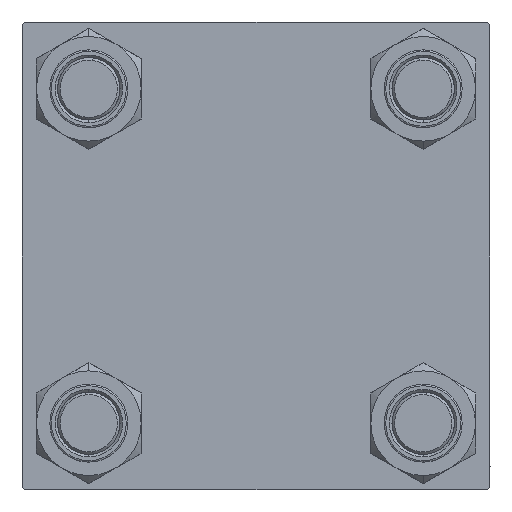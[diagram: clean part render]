
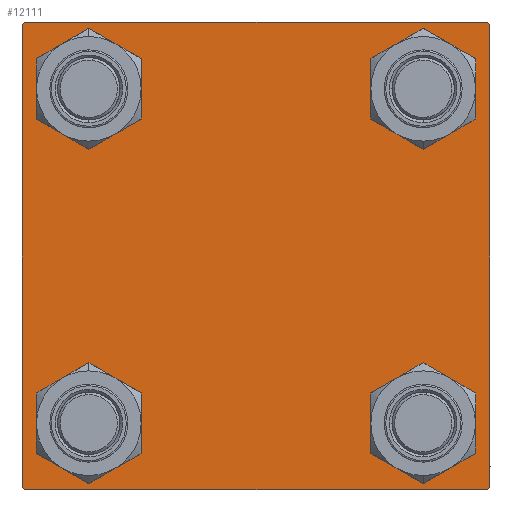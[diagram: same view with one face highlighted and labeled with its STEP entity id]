
A CAD part, left-side view. The second image highlights one B-rep face of the part: STEP entity #12111.
In plain terms, the highlighted planar face has unit normal (-1, 0, 0).
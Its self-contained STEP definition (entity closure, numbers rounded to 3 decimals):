
#485 = CIRCLE ( 'NONE', #2182, 6.5 ) ;
#939 = FACE_BOUND ( 'NONE', #28945, .T. ) ;
#944 = DIRECTION ( 'NONE',  ( 0., 0., 1. ) ) ;
#1457 = DIRECTION ( 'NONE',  ( 1., 0., 0. ) ) ;
#2182 = AXIS2_PLACEMENT_3D ( 'NONE', #4612, #40627, #16986 ) ;
#2422 = DIRECTION ( 'NONE',  ( 0., -0.707, 0.707 ) ) ;
#2638 = CARTESIAN_POINT ( 'NONE',  ( 0., -45., 44.5 ) ) ;
#2810 = VERTEX_POINT ( 'NONE', #15126 ) ;
#2868 = DIRECTION ( 'NONE',  ( 0., 0., 1. ) ) ;
#3147 = VECTOR ( 'NONE', #27270, 1000. ) ;
#3612 = ORIENTED_EDGE ( 'NONE', *, *, #47294, .T. ) ;
#4225 = EDGE_CURVE ( 'NONE', #2810, #7712, #23459, .T. ) ;
#4332 = DIRECTION ( 'NONE',  ( -1., 0., 0. ) ) ;
#4612 = CARTESIAN_POINT ( 'NONE',  ( 0., 32.15, -32.15 ) ) ;
#4922 = ORIENTED_EDGE ( 'NONE', *, *, #8377, .T. ) ;
#5121 = FACE_BOUND ( 'NONE', #45780, .T. ) ;
#6246 = DIRECTION ( 'NONE',  ( 0., 0., 1. ) ) ;
#6410 = ORIENTED_EDGE ( 'NONE', *, *, #33926, .T. ) ;
#6698 = EDGE_CURVE ( 'NONE', #7712, #27084, #29645, .T. ) ;
#6823 = EDGE_CURVE ( 'NONE', #32067, #31279, #16008, .T. ) ;
#7712 = VERTEX_POINT ( 'NONE', #31456 ) ;
#8156 = CARTESIAN_POINT ( 'NONE',  ( 0., 44.5, -45. ) ) ;
#8377 = EDGE_CURVE ( 'NONE', #20796, #9181, #12915, .T. ) ;
#8587 = EDGE_LOOP ( 'NONE', ( #29004, #3612 ) ) ;
#8629 = CARTESIAN_POINT ( 'NONE',  ( 0., 45., 45. ) ) ;
#8976 = CARTESIAN_POINT ( 'NONE',  ( 0., 45., -45. ) ) ;
#9181 = VERTEX_POINT ( 'NONE', #22139 ) ;
#9686 = CARTESIAN_POINT ( 'NONE',  ( 0., -32.15, -25.65 ) ) ;
#9801 = EDGE_CURVE ( 'NONE', #40548, #23096, #35403, .T. ) ;
#10179 = VECTOR ( 'NONE', #25008, 1000. ) ;
#10261 = ORIENTED_EDGE ( 'NONE', *, *, #27929, .T. ) ;
#10661 = DIRECTION ( 'NONE',  ( 1., 0., 0. ) ) ;
#10990 = DIRECTION ( 'NONE',  ( 0., 0., 1. ) ) ;
#10992 = AXIS2_PLACEMENT_3D ( 'NONE', #18081, #18862, #29899 ) ;
#11481 = CIRCLE ( 'NONE', #44204, 6.5 ) ;
#11553 = CIRCLE ( 'NONE', #18278, 6.5 ) ;
#11624 = DIRECTION ( 'NONE',  ( 0., 0.707, -0.707 ) ) ;
#12111 = ADVANCED_FACE ( 'NONE', ( #939, #40346, #5121, #16963, #32982 ), #13010, .T. ) ;
#12626 = VECTOR ( 'NONE', #36743, 1000. ) ;
#12657 = EDGE_CURVE ( 'NONE', #9181, #44343, #14510, .T. ) ;
#12915 = LINE ( 'NONE', #8976, #10179 ) ;
#13010 = PLANE ( 'NONE',  #27734 ) ;
#13016 = CARTESIAN_POINT ( 'NONE',  ( 0., -32.15, 32.15 ) ) ;
#13907 = CARTESIAN_POINT ( 'NONE',  ( 0., 45., 45. ) ) ;
#14127 = CARTESIAN_POINT ( 'NONE',  ( 0., -32.15, 32.15 ) ) ;
#14132 = CARTESIAN_POINT ( 'NONE',  ( 0., -45., -44.5 ) ) ;
#14510 = LINE ( 'NONE', #51001, #41169 ) ;
#15126 = CARTESIAN_POINT ( 'NONE',  ( 0., 44.5, 45. ) ) ;
#15580 = CARTESIAN_POINT ( 'NONE',  ( 0., -32.15, 25.65 ) ) ;
#16008 = CIRCLE ( 'NONE', #10992, 6.5 ) ;
#16212 = CIRCLE ( 'NONE', #33732, 6.5 ) ;
#16963 = FACE_BOUND ( 'NONE', #8587, .T. ) ;
#16986 = DIRECTION ( 'NONE',  ( 0., 0., 1. ) ) ;
#17737 = CARTESIAN_POINT ( 'NONE',  ( 0., 32.15, 32.15 ) ) ;
#17861 = LINE ( 'NONE', #13907, #30096 ) ;
#18051 = VERTEX_POINT ( 'NONE', #26636 ) ;
#18081 = CARTESIAN_POINT ( 'NONE',  ( 0., -32.15, -32.15 ) ) ;
#18278 = AXIS2_PLACEMENT_3D ( 'NONE', #19396, #26760, #10990 ) ;
#18414 = EDGE_CURVE ( 'NONE', #27314, #18051, #16212, .T. ) ;
#18638 = DIRECTION ( 'NONE',  ( 0., -1., 0. ) ) ;
#18862 = DIRECTION ( 'NONE',  ( 1., 0., 0. ) ) ;
#19396 = CARTESIAN_POINT ( 'NONE',  ( 0., -32.15, -32.15 ) ) ;
#19948 = CIRCLE ( 'NONE', #24113, 6.5 ) ;
#20410 = DIRECTION ( 'NONE',  ( 0., 0.707, 0.707 ) ) ;
#20532 = DIRECTION ( 'NONE',  ( 0., -0.707, -0.707 ) ) ;
#20796 = VERTEX_POINT ( 'NONE', #8156 ) ;
#21161 = CARTESIAN_POINT ( 'NONE',  ( 0., 0., 0. ) ) ;
#21806 = VECTOR ( 'NONE', #11624, 1000. ) ;
#22139 = CARTESIAN_POINT ( 'NONE',  ( 0., -44.5, -45. ) ) ;
#22608 = EDGE_CURVE ( 'NONE', #31085, #26629, #48773, .T. ) ;
#23096 = VERTEX_POINT ( 'NONE', #15580 ) ;
#23170 = ORIENTED_EDGE ( 'NONE', *, *, #22608, .T. ) ;
#23459 = LINE ( 'NONE', #31584, #21806 ) ;
#23792 = VECTOR ( 'NONE', #20410, 1000. ) ;
#24113 = AXIS2_PLACEMENT_3D ( 'NONE', #50679, #27044, #2868 ) ;
#24360 = CARTESIAN_POINT ( 'NONE',  ( 0., -44.75, 44.75 ) ) ;
#24418 = CARTESIAN_POINT ( 'NONE',  ( 0., -32.15, -38.65 ) ) ;
#25008 = DIRECTION ( 'NONE',  ( 0., -1., 0. ) ) ;
#25009 = ORIENTED_EDGE ( 'NONE', *, *, #9801, .T. ) ;
#25617 = ORIENTED_EDGE ( 'NONE', *, *, #35674, .T. ) ;
#26629 = VERTEX_POINT ( 'NONE', #40428 ) ;
#26636 = CARTESIAN_POINT ( 'NONE',  ( 0., 32.15, 25.65 ) ) ;
#26760 = DIRECTION ( 'NONE',  ( 1., 0., 0. ) ) ;
#27044 = DIRECTION ( 'NONE',  ( 1., 0., 0. ) ) ;
#27084 = VERTEX_POINT ( 'NONE', #37456 ) ;
#27270 = DIRECTION ( 'NONE',  ( 0., 0., -1. ) ) ;
#27314 = VERTEX_POINT ( 'NONE', #30033 ) ;
#27734 = AXIS2_PLACEMENT_3D ( 'NONE', #21161, #4332, #36134 ) ;
#27929 = EDGE_CURVE ( 'NONE', #49550, #43371, #485, .T. ) ;
#28945 = EDGE_LOOP ( 'NONE', ( #25009, #38645 ) ) ;
#29004 = ORIENTED_EDGE ( 'NONE', *, *, #18414, .T. ) ;
#29645 = LINE ( 'NONE', #8629, #12626 ) ;
#29899 = DIRECTION ( 'NONE',  ( 0., 0., 1. ) ) ;
#30033 = CARTESIAN_POINT ( 'NONE',  ( 0., 32.15, 38.65 ) ) ;
#30096 = VECTOR ( 'NONE', #18638, 1000. ) ;
#30381 = CARTESIAN_POINT ( 'NONE',  ( 0., 32.15, -32.15 ) ) ;
#31077 = ORIENTED_EDGE ( 'NONE', *, *, #6698, .T. ) ;
#31085 = VERTEX_POINT ( 'NONE', #2638 ) ;
#31173 = EDGE_LOOP ( 'NONE', ( #31077, #38028, #4922, #46488, #36970, #23170, #32047, #43904 ) ) ;
#31279 = VERTEX_POINT ( 'NONE', #9686 ) ;
#31456 = CARTESIAN_POINT ( 'NONE',  ( 0., 45., 44.5 ) ) ;
#31584 = CARTESIAN_POINT ( 'NONE',  ( 0., 44.75, 44.75 ) ) ;
#31749 = EDGE_CURVE ( 'NONE', #27084, #20796, #44443, .T. ) ;
#32047 = ORIENTED_EDGE ( 'NONE', *, *, #48935, .F. ) ;
#32067 = VERTEX_POINT ( 'NONE', #24418 ) ;
#32390 = AXIS2_PLACEMENT_3D ( 'NONE', #14127, #38038, #6246 ) ;
#32982 = FACE_OUTER_BOUND ( 'NONE', #31173, .T. ) ;
#33732 = AXIS2_PLACEMENT_3D ( 'NONE', #17737, #33758, #49767 ) ;
#33758 = DIRECTION ( 'NONE',  ( 1., 0., 0. ) ) ;
#33926 = EDGE_CURVE ( 'NONE', #43371, #49550, #11481, .T. ) ;
#34099 = VECTOR ( 'NONE', #20532, 1000. ) ;
#35029 = EDGE_CURVE ( 'NONE', #31085, #44343, #51157, .T. ) ;
#35403 = CIRCLE ( 'NONE', #39607, 6.5 ) ;
#35674 = EDGE_CURVE ( 'NONE', #31279, #32067, #11553, .T. ) ;
#35794 = ORIENTED_EDGE ( 'NONE', *, *, #6823, .T. ) ;
#36134 = DIRECTION ( 'NONE',  ( 0., 0., 1. ) ) ;
#36743 = DIRECTION ( 'NONE',  ( 0., 0., -1. ) ) ;
#36917 = CARTESIAN_POINT ( 'NONE',  ( 0., 32.15, -38.65 ) ) ;
#36970 = ORIENTED_EDGE ( 'NONE', *, *, #35029, .F. ) ;
#37456 = CARTESIAN_POINT ( 'NONE',  ( 0., 45., -44.5 ) ) ;
#38028 = ORIENTED_EDGE ( 'NONE', *, *, #31749, .T. ) ;
#38038 = DIRECTION ( 'NONE',  ( 1., 0., 0. ) ) ;
#38375 = EDGE_LOOP ( 'NONE', ( #25617, #35794 ) ) ;
#38645 = ORIENTED_EDGE ( 'NONE', *, *, #43391, .T. ) ;
#39607 = AXIS2_PLACEMENT_3D ( 'NONE', #13016, #1457, #944 ) ;
#40346 = FACE_BOUND ( 'NONE', #38375, .T. ) ;
#40428 = CARTESIAN_POINT ( 'NONE',  ( 0., -44.5, 45. ) ) ;
#40548 = VERTEX_POINT ( 'NONE', #48009 ) ;
#40627 = DIRECTION ( 'NONE',  ( 1., 0., 0. ) ) ;
#41169 = VECTOR ( 'NONE', #2422, 1000. ) ;
#42456 = DIRECTION ( 'NONE',  ( 0., 0., 1. ) ) ;
#42514 = CIRCLE ( 'NONE', #32390, 6.5 ) ;
#43371 = VERTEX_POINT ( 'NONE', #44613 ) ;
#43391 = EDGE_CURVE ( 'NONE', #23096, #40548, #42514, .T. ) ;
#43904 = ORIENTED_EDGE ( 'NONE', *, *, #4225, .T. ) ;
#44204 = AXIS2_PLACEMENT_3D ( 'NONE', #30381, #10661, #42456 ) ;
#44343 = VERTEX_POINT ( 'NONE', #14132 ) ;
#44443 = LINE ( 'NONE', #44964, #34099 ) ;
#44613 = CARTESIAN_POINT ( 'NONE',  ( 0., 32.15, -25.65 ) ) ;
#44964 = CARTESIAN_POINT ( 'NONE',  ( 0., 44.75, -44.75 ) ) ;
#45780 = EDGE_LOOP ( 'NONE', ( #6410, #10261 ) ) ;
#46488 = ORIENTED_EDGE ( 'NONE', *, *, #12657, .T. ) ;
#47226 = CARTESIAN_POINT ( 'NONE',  ( 0., -45., 45. ) ) ;
#47294 = EDGE_CURVE ( 'NONE', #18051, #27314, #19948, .T. ) ;
#48009 = CARTESIAN_POINT ( 'NONE',  ( 0., -32.15, 38.65 ) ) ;
#48773 = LINE ( 'NONE', #24360, #23792 ) ;
#48935 = EDGE_CURVE ( 'NONE', #2810, #26629, #17861, .T. ) ;
#49550 = VERTEX_POINT ( 'NONE', #36917 ) ;
#49767 = DIRECTION ( 'NONE',  ( 0., 0., 1. ) ) ;
#50679 = CARTESIAN_POINT ( 'NONE',  ( 0., 32.15, 32.15 ) ) ;
#51001 = CARTESIAN_POINT ( 'NONE',  ( 0., -44.75, -44.75 ) ) ;
#51157 = LINE ( 'NONE', #47226, #3147 ) ;
